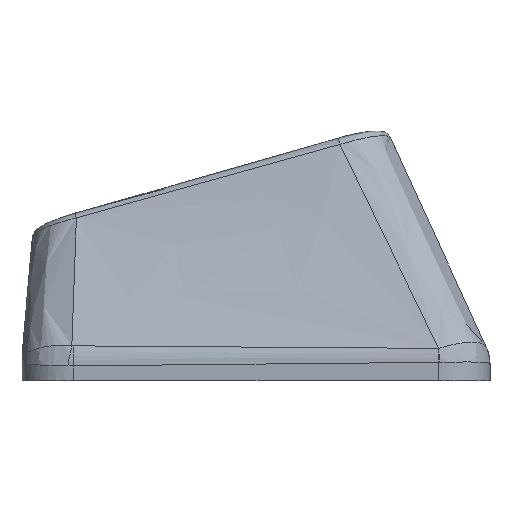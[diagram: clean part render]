
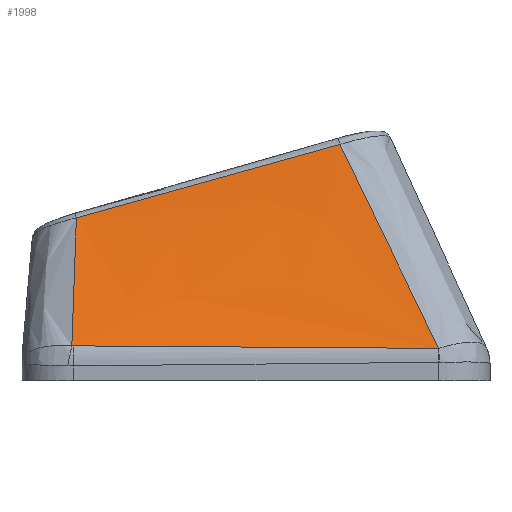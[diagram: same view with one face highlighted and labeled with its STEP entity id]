
A CAD part, left-side view. The second image highlights one B-rep face of the part: STEP entity #1998.
In plain terms, the highlighted free-form (B-spline) face has degree [3, 3] with [4, 4] control points.
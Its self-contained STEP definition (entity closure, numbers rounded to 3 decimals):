
#52=B_SPLINE_SURFACE_WITH_KNOTS('',3,3,((#5023,#5024,#5025,#5026),(#5027,
#5028,#5029,#5030),(#5031,#5032,#5033,#5034),(#5035,#5036,#5037,#5038)),
 .UNSPECIFIED.,.F.,.F.,.F.,(4,4),(4,4),(0.104,0.893),
(0.034,0.97),.UNSPECIFIED.);
#366=FACE_OUTER_BOUND('',#476,.T.);
#476=EDGE_LOOP('',(#1777,#1778,#1779,#1780,#1781,#1782));
#675=B_SPLINE_CURVE_WITH_KNOTS('',3,(#4543,#4544,#4545,#4546),
 .UNSPECIFIED.,.F.,.F.,(4,4),(0.,0.001),.UNSPECIFIED.);
#677=B_SPLINE_CURVE_WITH_KNOTS('',3,(#4570,#4571,#4572,#4573),
 .UNSPECIFIED.,.F.,.F.,(4,4),(0.,1.416),.UNSPECIFIED.);
#679=B_SPLINE_CURVE_WITH_KNOTS('',3,(#4597,#4598,#4599,#4600),
 .UNSPECIFIED.,.F.,.F.,(4,4),(0.,0.006),
 .UNSPECIFIED.);
#701=B_SPLINE_CURVE_WITH_KNOTS('',3,(#5013,#5014,#5015,#5016),
 .UNSPECIFIED.,.F.,.F.,(4,4),(-0.609,-0.027),
 .UNSPECIFIED.);
#703=B_SPLINE_CURVE_WITH_KNOTS('',3,(#5040,#5041,#5042,#5043),
 .UNSPECIFIED.,.F.,.F.,(4,4),(0.033,0.964),
 .UNSPECIFIED.);
#704=B_SPLINE_CURVE_WITH_KNOTS('',3,(#5044,#5045,#5046,#5047),
 .UNSPECIFIED.,.F.,.F.,(4,4),(-1.062,0.),.UNSPECIFIED.);
#897=VERTEX_POINT('',#4502);
#901=VERTEX_POINT('',#4536);
#903=VERTEX_POINT('',#4563);
#905=VERTEX_POINT('',#4590);
#932=VERTEX_POINT('',#5012);
#933=VERTEX_POINT('',#5039);
#1181=EDGE_CURVE('',#897,#901,#675,.T.);
#1184=EDGE_CURVE('',#901,#903,#677,.T.);
#1187=EDGE_CURVE('',#903,#905,#679,.T.);
#1228=EDGE_CURVE('',#905,#932,#701,.T.);
#1230=EDGE_CURVE('',#933,#897,#703,.T.);
#1231=EDGE_CURVE('',#932,#933,#704,.T.);
#1777=ORIENTED_EDGE('',*,*,#1187,.F.);
#1778=ORIENTED_EDGE('',*,*,#1184,.F.);
#1779=ORIENTED_EDGE('',*,*,#1181,.F.);
#1780=ORIENTED_EDGE('',*,*,#1230,.F.);
#1781=ORIENTED_EDGE('',*,*,#1231,.F.);
#1782=ORIENTED_EDGE('',*,*,#1228,.F.);
#1998=ADVANCED_FACE('',(#366),#52,.T.);
#4502=CARTESIAN_POINT('',(-13.741,-7.087,0.261));
#4536=CARTESIAN_POINT('',(-13.742,-7.077,0.261));
#4543=CARTESIAN_POINT('Ctrl Pts',(-13.741,-7.087,0.261));
#4544=CARTESIAN_POINT('Ctrl Pts',(-13.742,-7.084,0.261));
#4545=CARTESIAN_POINT('Ctrl Pts',(-13.742,-7.08,0.261));
#4546=CARTESIAN_POINT('Ctrl Pts',(-13.742,-7.077,0.261));
#4563=CARTESIAN_POINT('',(-13.626,7.092,0.358));
#4570=CARTESIAN_POINT('Ctrl Pts',(-13.742,-7.077,0.261));
#4571=CARTESIAN_POINT('Ctrl Pts',(-13.72,-2.355,0.286));
#4572=CARTESIAN_POINT('Ctrl Pts',(-13.692,2.367,0.317));
#4573=CARTESIAN_POINT('Ctrl Pts',(-13.626,7.092,0.358));
#4590=CARTESIAN_POINT('',(-13.622,7.147,0.364));
#4597=CARTESIAN_POINT('Ctrl Pts',(-13.626,7.092,0.358));
#4598=CARTESIAN_POINT('Ctrl Pts',(-13.626,7.11,0.358));
#4599=CARTESIAN_POINT('Ctrl Pts',(-13.625,7.129,0.36));
#4600=CARTESIAN_POINT('Ctrl Pts',(-13.622,7.147,0.364));
#5012=CARTESIAN_POINT('',(-10.648,6.971,5.324));
#5013=CARTESIAN_POINT('Ctrl Pts',(-13.622,7.147,0.364));
#5014=CARTESIAN_POINT('Ctrl Pts',(-12.622,7.071,2.013));
#5015=CARTESIAN_POINT('Ctrl Pts',(-11.631,7.009,3.667));
#5016=CARTESIAN_POINT('Ctrl Pts',(-10.648,6.971,5.324));
#5023=CARTESIAN_POINT('Ctrl Pts',(-10.621,-3.678,8.287));
#5024=CARTESIAN_POINT('Ctrl Pts',(-11.661,-4.815,5.612));
#5025=CARTESIAN_POINT('Ctrl Pts',(-12.701,-5.951,2.936));
#5026=CARTESIAN_POINT('Ctrl Pts',(-13.742,-7.087,0.261));
#5027=CARTESIAN_POINT('Ctrl Pts',(-10.621,-0.057,
7.295));
#5028=CARTESIAN_POINT('Ctrl Pts',(-11.661,-0.819,
4.94));
#5029=CARTESIAN_POINT('Ctrl Pts',(-12.701,-1.581,2.585));
#5030=CARTESIAN_POINT('Ctrl Pts',(-13.742,-2.343,0.23));
#5031=CARTESIAN_POINT('Ctrl Pts',(-10.621,3.563,6.303));
#5032=CARTESIAN_POINT('Ctrl Pts',(-11.661,3.176,4.268));
#5033=CARTESIAN_POINT('Ctrl Pts',(-12.701,2.789,2.233));
#5034=CARTESIAN_POINT('Ctrl Pts',(-13.742,2.401,0.198));
#5035=CARTESIAN_POINT('Ctrl Pts',(-10.621,7.184,5.311));
#5036=CARTESIAN_POINT('Ctrl Pts',(-11.661,7.171,3.596));
#5037=CARTESIAN_POINT('Ctrl Pts',(-12.701,7.158,1.882));
#5038=CARTESIAN_POINT('Ctrl Pts',(-13.742,7.145,0.167));
#5039=CARTESIAN_POINT('',(-10.621,-3.258,8.172));
#5040=CARTESIAN_POINT('Ctrl Pts',(-10.621,-3.258,8.172));
#5041=CARTESIAN_POINT('Ctrl Pts',(-11.677,-4.546,5.544));
#5042=CARTESIAN_POINT('Ctrl Pts',(-12.713,-5.82,2.905));
#5043=CARTESIAN_POINT('Ctrl Pts',(-13.741,-7.087,0.261));
#5044=CARTESIAN_POINT('Ctrl Pts',(-10.648,6.971,5.324));
#5045=CARTESIAN_POINT('Ctrl Pts',(-10.64,3.558,6.262));
#5046=CARTESIAN_POINT('Ctrl Pts',(-10.63,0.149,7.215));
#5047=CARTESIAN_POINT('Ctrl Pts',(-10.621,-3.258,8.172));
